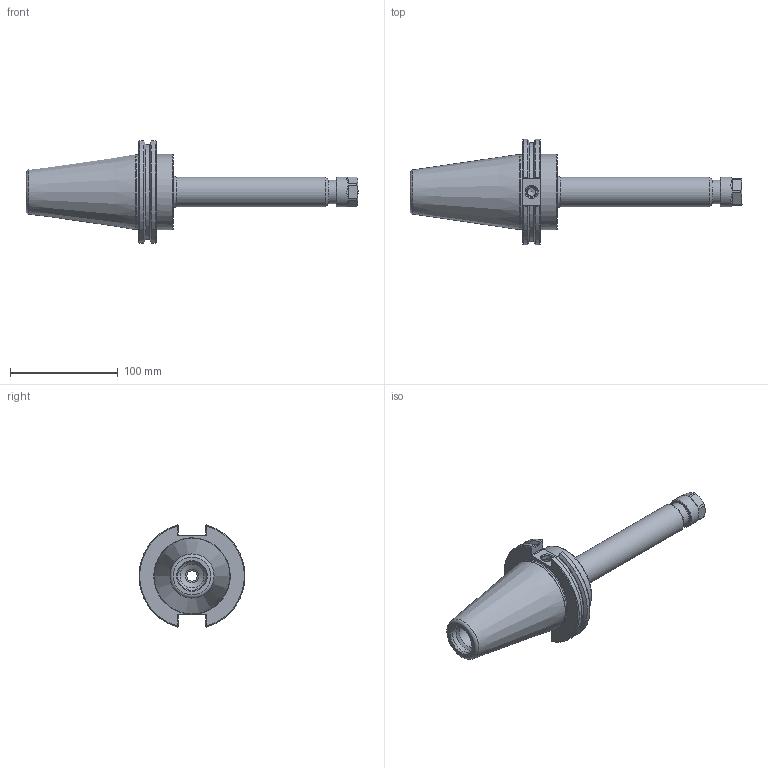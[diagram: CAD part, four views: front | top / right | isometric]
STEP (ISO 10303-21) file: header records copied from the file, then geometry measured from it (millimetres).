
FILE_DESCRIPTION(/* description */ (''),/* implementation_level */ '2;1');
FILE_NAME(/* name */ 'C50-16ERP812.stp',/* time_stamp */ '2017-01-12T15:49:44-05:00',/* author */ ('davhar'),/* organization */ (''),/* preprocessor_version */ 'ST-DEVELOPER v16.1',/* originating_system */ 'Autodesk Inventor 2016',/* authorisation */ '');
FILE_SCHEMA (('AUTOMOTIVE_DESIGN { 1 0 10303 214 3 1 1 }'));
Length unit declared in the file: inch
Products named in the file (3): C50-16ER8-1; 16ERHPN; C50-16ERP812
Assembly tree (2 placements, depth 2):
  C50-16ERP812
    C50-16ER8-1
    16ERHPN
Bounding box: 307.85 x 98.06 x 94.71 mm (x, y, z)
Volume: 453592.6 mm3; surface area: 72276.9 mm2
Topology: 3 solids, 3 shells, 140 faces, 344 edges, 217 vertices
Faces by surface type: plane 53, cylinder 40, cone 29, torus 10, bspline 8
Full cylindrical faces by diameter (mm): 8 x1, 9.728 x1, 10.135 x1, 11.176 x1, 12.04 x1, 12.7 x1, 16.002 x1, 17.01 x1, 17.112 x1, 17.272 x1, 20.066 x1, 20.168 x1, 20.676 x1, 21.946 x1, 21.971 x1, 22 x1, 22.428 x1, 26.365 x1, 27.432 x1, 27.737 x1, 69.342 x1, 69.85 x1
Entity records: 4764 total; most frequent: CARTESIAN_POINT 1628, DIRECTION 604, ORIENTED_EDGE 556, EDGE_CURVE 278, AXIS2_PLACEMENT_3D 252, EDGE_LOOP 206, VERTEX_POINT 204, FACE_OUTER_BOUND 140
